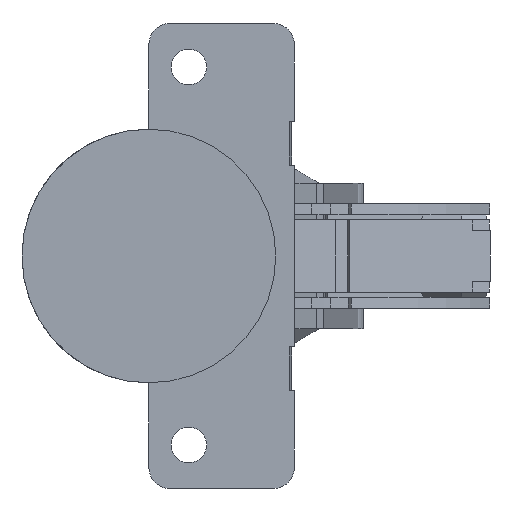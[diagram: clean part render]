
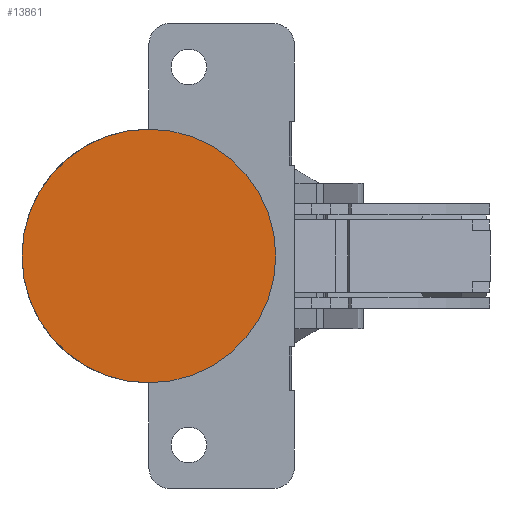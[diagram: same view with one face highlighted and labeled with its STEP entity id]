
A CAD part, front view. The second image highlights one B-rep face of the part: STEP entity #13861.
In plain terms, the highlighted planar face has unit normal (0, -1, 0).
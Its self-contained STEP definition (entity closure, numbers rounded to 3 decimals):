
#6745=CARTESIAN_POINT('',(13.371,-11.5,0.));
#6746=DIRECTION('',(0.,1.,0.));
#6747=DIRECTION('',(1.,0.,0.));
#6748=AXIS2_PLACEMENT_3D('',#6745,#6746,#6747);
#6753=CARTESIAN_POINT('',(13.371,-11.5,0.));
#6754=DIRECTION('',(0.,1.,0.));
#6755=DIRECTION('',(-1.,0.,0.));
#6756=AXIS2_PLACEMENT_3D('',#6753,#6754,#6755);
#8584=CARTESIAN_POINT('',(30.821,-11.5,0.));
#8585=CARTESIAN_POINT('',(-4.079,-11.5,0.));
#8586=VERTEX_POINT('',#8584);
#8587=VERTEX_POINT('',#8585);
#13852=CARTESIAN_POINT('',(13.371,-11.5,0.));
#13853=DIRECTION('',(0.,1.,0.));
#13854=DIRECTION('',(-1.,0.,0.));
#13855=AXIS2_PLACEMENT_3D('',#13852,#13853,#13854);
#13856=PLANE('',#13855);
#13857=ORIENTED_EDGE('',*,*,#10431,.T.);
#13858=ORIENTED_EDGE('',*,*,#10400,.T.);
#13859=EDGE_LOOP('',(#13857,#13858));
#13860=FACE_OUTER_BOUND('',#13859,.F.);
#6749=CIRCLE('',#6748,17.45);
#6757=CIRCLE('',#6756,17.45);
#10400=EDGE_CURVE('',#8587,#8586,#6757,.T.);
#10431=EDGE_CURVE('',#8586,#8587,#6749,.T.);
#13861=ADVANCED_FACE('',(#13860),#13856,.F.);
